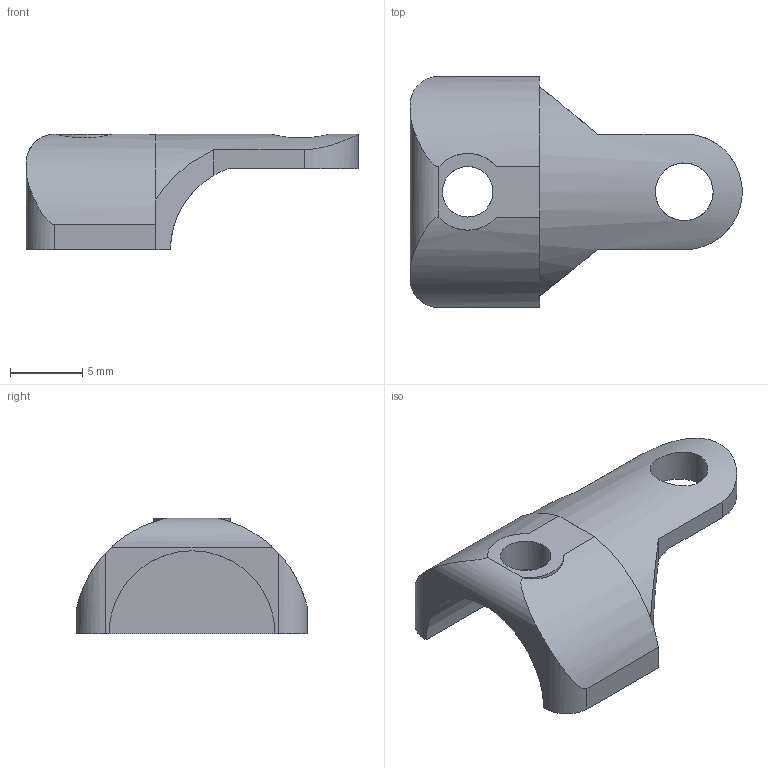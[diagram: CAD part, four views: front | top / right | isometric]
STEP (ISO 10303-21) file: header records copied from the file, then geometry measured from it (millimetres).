
FILE_DESCRIPTION(/* description */ ('STEP AP242'),/* implementation_level */ '2;1');
FILE_NAME(/* name */ 'ADM_ACKERMAN_PIECE.stp',/* time_stamp */ '2024-10-18T18:02:26-05:00',/* author */ ('yulio'),/* organization */ (''),/* preprocessor_version */ 'ST-DEVELOPER v20',/* originating_system */ 'Autodesk Inventor 2024',/* authorisation */ '');
FILE_SCHEMA (('AUTOMOTIVE_DESIGN { 1 0 10303 214 3 1 1 }'));
Length unit declared in the file: millimetre
Products named in the file (1): Cardan3 Mitad
Bounding box: 23 x 16 x 8 mm (x, y, z)
Volume: 779.4 mm3; surface area: 896.2 mm2
Topology: 1 solids, 1 shells, 28 faces, 75 edges, 49 vertices
Faces by surface type: cylinder 14, plane 14
Full cylindrical faces by diameter (mm): 3.5 x1, 4 x1
Entity records: 1118 total; most frequent: CARTESIAN_POINT 316, ORIENTED_EDGE 150, DIRECTION 146, EDGE_CURVE 75, AXIS2_PLACEMENT_3D 52, VERTEX_POINT 49, LINE 42, VECTOR 42
